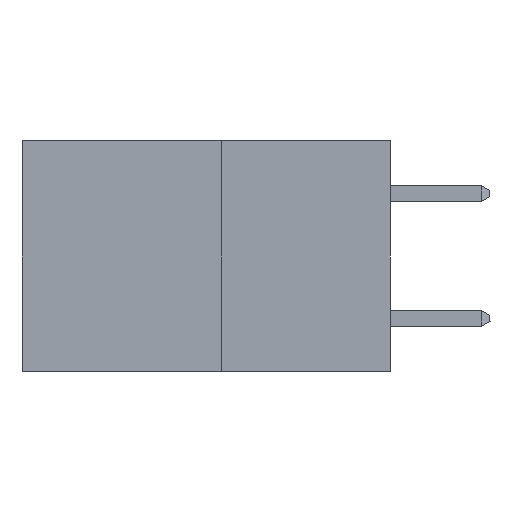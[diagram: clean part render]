
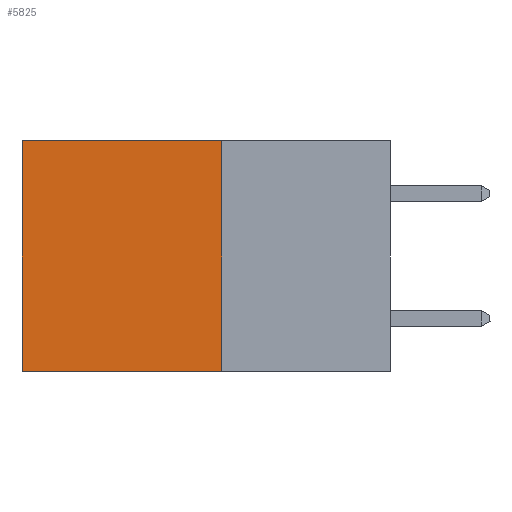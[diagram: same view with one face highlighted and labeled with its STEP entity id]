
A CAD part, left-side view. The second image highlights one B-rep face of the part: STEP entity #5825.
In plain terms, the highlighted planar face has unit normal (-1, 0, 0).
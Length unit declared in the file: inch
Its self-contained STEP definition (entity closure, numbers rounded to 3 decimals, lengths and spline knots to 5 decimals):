
#825 = CARTESIAN_POINT ( 'NONE',  ( 0.277, 0.27, -0.37 ) ) ;
#2312 = DIRECTION ( 'NONE',  ( 0., 0., -1. ) ) ;
#2685 = ORIENTED_EDGE ( 'NONE', *, *, #10725, .T. ) ;
#3529 = ORIENTED_EDGE ( 'NONE', *, *, #22660, .F. ) ;
#3846 = EDGE_CURVE ( 'NONE', #12671, #7566, #7540, .T. ) ;
#4477 = VERTEX_POINT ( 'NONE', #18634 ) ;
#4875 = LINE ( 'NONE', #16325, #24385 ) ;
#5644 = CARTESIAN_POINT ( 'NONE',  ( 0.277, 0.27, -0.37 ) ) ;
#5825 = ADVANCED_FACE ( 'NONE', ( #8958 ), #14214, .F. ) ;
#6048 = CARTESIAN_POINT ( 'NONE',  ( 0.277, 0.59, -0.37 ) ) ;
#6828 = LINE ( 'NONE', #6048, #16408 ) ;
#7540 = LINE ( 'NONE', #825, #17126 ) ;
#7566 = VERTEX_POINT ( 'NONE', #20962 ) ;
#7827 = VERTEX_POINT ( 'NONE', #16016 ) ;
#8178 = DIRECTION ( 'NONE',  ( 0., 1., 0. ) ) ;
#8958 = FACE_OUTER_BOUND ( 'NONE', #17042, .T. ) ;
#10024 = ORIENTED_EDGE ( 'NONE', *, *, #14415, .T. ) ;
#10725 = EDGE_CURVE ( 'NONE', #7827, #7566, #6828, .T. ) ;
#11606 = AXIS2_PLACEMENT_3D ( 'NONE', #14185, #13564, #13487 ) ;
#11883 = ORIENTED_EDGE ( 'NONE', *, *, #3846, .F. ) ;
#11907 = CARTESIAN_POINT ( 'NONE',  ( 0.277, 0.27, 0. ) ) ;
#12671 = VERTEX_POINT ( 'NONE', #5644 ) ;
#13487 = DIRECTION ( 'NONE',  ( 0., 0., -1. ) ) ;
#13564 = DIRECTION ( 'NONE',  ( 1., 0., 0. ) ) ;
#13831 = DIRECTION ( 'NONE',  ( 0., 1., 0. ) ) ;
#14185 = CARTESIAN_POINT ( 'NONE',  ( 0.277, 0.27, -0.37 ) ) ;
#14214 = PLANE ( 'NONE',  #11606 ) ;
#14415 = EDGE_CURVE ( 'NONE', #4477, #7827, #16055, .T. ) ;
#16016 = CARTESIAN_POINT ( 'NONE',  ( 0.277, 0.59, 0. ) ) ;
#16055 = LINE ( 'NONE', #11907, #20491 ) ;
#16325 = CARTESIAN_POINT ( 'NONE',  ( 0.277, 0.27, -0.37 ) ) ;
#16408 = VECTOR ( 'NONE', #2312, 39.37008 ) ;
#17042 = EDGE_LOOP ( 'NONE', ( #2685, #11883, #3529, #10024 ) ) ;
#17126 = VECTOR ( 'NONE', #8178, 39.37008 ) ;
#18634 = CARTESIAN_POINT ( 'NONE',  ( 0.277, 0.27, 0. ) ) ;
#20491 = VECTOR ( 'NONE', #13831, 39.37008 ) ;
#20962 = CARTESIAN_POINT ( 'NONE',  ( 0.277, 0.59, -0.37 ) ) ;
#21908 = DIRECTION ( 'NONE',  ( 0., 0., -1. ) ) ;
#22660 = EDGE_CURVE ( 'NONE', #4477, #12671, #4875, .T. ) ;
#24385 = VECTOR ( 'NONE', #21908, 39.37008 ) ;
